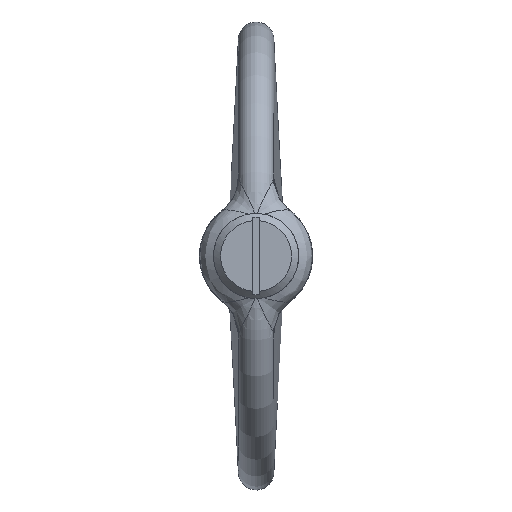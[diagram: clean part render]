
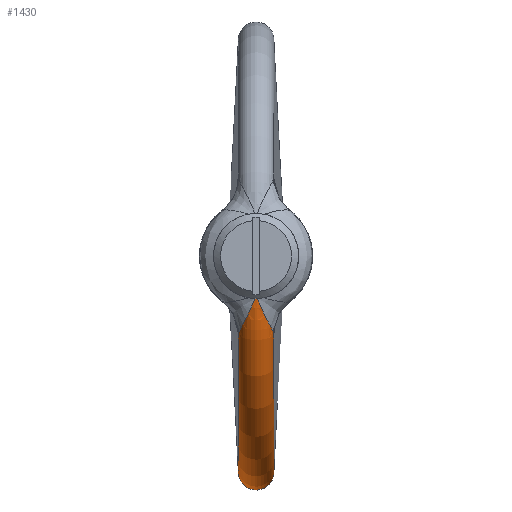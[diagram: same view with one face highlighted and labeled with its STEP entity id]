
A CAD part, front view. The second image highlights one B-rep face of the part: STEP entity #1430.
In plain terms, the highlighted toroidal (fillet/blend) face has major radius 30.5 mm and minor radius 2.5 mm.
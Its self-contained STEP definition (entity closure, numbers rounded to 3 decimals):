
#256=CARTESIAN_POINT('',(-0.177,-32.444,-5.997));
#257=VERTEX_POINT('',#256);
#267=CARTESIAN_POINT('',(0.177,-32.444,-5.997));
#268=VERTEX_POINT('',#267);
#269=CARTESIAN_POINT('',(0.177,-32.444,-5.997));
#270=CARTESIAN_POINT('',(0.164,-32.445,-5.998));
#271=CARTESIAN_POINT('',(0.152,-32.446,-5.998));
#272=CARTESIAN_POINT('',(0.034,-32.452,-6.001));
#273=CARTESIAN_POINT('',(-0.071,-32.451,-6.));
#274=CARTESIAN_POINT('',(-0.177,-32.444,-5.997));
#275=B_SPLINE_CURVE_WITH_KNOTS('',3,(#269,#270,#271,#272,#273,#274),.UNSPECIFIED.,.F.,.U.,(4,2,4),(-0.381,-0.378,-0.346),.UNSPECIFIED.);
#276=EDGE_CURVE('',#268,#257,#275,.T.);
#1267=CARTESIAN_POINT('',(0.177,32.444,-5.997));
#1268=VERTEX_POINT('',#1267);
#1278=CARTESIAN_POINT('',(-0.177,32.444,-5.997));
#1279=VERTEX_POINT('',#1278);
#1280=CARTESIAN_POINT('',(-0.177,32.444,-5.997));
#1281=CARTESIAN_POINT('',(-0.118,32.448,-5.999));
#1282=CARTESIAN_POINT('',(-0.059,32.45,-6.));
#1283=CARTESIAN_POINT('',(0.,32.45,-6.));
#1284=CARTESIAN_POINT('',(0.059,32.45,-6.));
#1285=CARTESIAN_POINT('',(0.118,32.448,-5.999));
#1286=CARTESIAN_POINT('',(0.177,32.444,-5.997));
#1287=B_SPLINE_CURVE_WITH_KNOTS('',3,(#1280,#1281,#1282,#1283,#1284,#1285,#1286),.UNSPECIFIED.,.F.,.U.,(4,3,4),(-0.018,0.0,0.018),.UNSPECIFIED.);
#1288=EDGE_CURVE('',#1279,#1268,#1287,.T.);
#1332=CARTESIAN_POINT('',(0.,0.0,0.0));
#1333=DIRECTION('',(1.0,0.,0.0));
#1334=DIRECTION('',(0.0,0.0,-1.0));
#1335=AXIS2_PLACEMENT_3D('',#1332,#1333,#1334);
#1336=TOROIDAL_SURFACE('',#1335,30.5,2.5);
#1337=ORIENTED_EDGE('',*,*,#1288,.T.);
#1338=CARTESIAN_POINT('',(2.497,28.593,-10.987));
#1339=VERTEX_POINT('',#1338);
#1340=CARTESIAN_POINT('',(2.497,28.593,-10.987));
#1341=CARTESIAN_POINT('',(2.495,28.622,-10.978));
#1342=CARTESIAN_POINT('',(2.492,28.681,-10.958));
#1343=CARTESIAN_POINT('',(2.483,28.799,-10.917));
#1344=CARTESIAN_POINT('',(2.466,28.948,-10.858));
#1345=CARTESIAN_POINT('',(2.438,29.128,-10.777));
#1346=CARTESIAN_POINT('',(2.391,29.369,-10.657));
#1347=CARTESIAN_POINT('',(2.313,29.666,-10.483));
#1348=CARTESIAN_POINT('',(2.153,30.13,-10.158));
#1349=CARTESIAN_POINT('',(1.954,30.548,-9.782));
#1350=CARTESIAN_POINT('',(1.713,30.953,-9.329));
#1351=CARTESIAN_POINT('',(1.548,31.191,-9.017));
#1352=CARTESIAN_POINT('',(1.392,31.391,-8.715));
#1353=CARTESIAN_POINT('',(1.285,31.518,-8.506));
#1354=CARTESIAN_POINT('',(1.195,31.619,-8.326));
#1355=CARTESIAN_POINT('',(1.122,31.697,-8.178));
#1356=CARTESIAN_POINT('',(0.939,31.884,-7.804));
#1357=CARTESIAN_POINT('',(0.618,32.165,-7.117));
#1358=CARTESIAN_POINT('',(0.319,32.362,-6.383));
#1359=CARTESIAN_POINT('',(0.177,32.444,-5.997));
#1360=B_SPLINE_CURVE_WITH_KNOTS('',3,(#1340,#1341,#1342,#1343,#1344,#1345,#1346,#1347,#1348,#1349,#1350,#1351,#1352,#1353,#1354,#1355,#1356,#1357,#1358,#1359),.UNSPECIFIED.,.F.,.U.,(4,1,1,1,1,1,1,1,1,1,1,1,1,1,1,1,1,4),(-1.493,-1.468,-1.443,-1.392,-1.342,-1.291,-1.191,-1.09,-0.889,-0.813,-0.687,-0.637,-0.587,-0.536,-0.511,-0.486,-0.284,-0.083),.UNSPECIFIED.);
#1361=EDGE_CURVE('',#1339,#1268,#1360,.T.);
#1362=ORIENTED_EDGE('',*,*,#1361,.F.);
#1363=CARTESIAN_POINT('',(2.497,-28.593,-10.987));
#1364=VERTEX_POINT('',#1363);
#1365=CARTESIAN_POINT('',(2.497,0.,0.0));
#1366=DIRECTION('',(1.0,0.0,0.0));
#1367=DIRECTION('',(0.0,1.0,0.0));
#1368=AXIS2_PLACEMENT_3D('',#1365,#1366,#1367);
#1369=CIRCLE('',#1368,30.631);
#1370=EDGE_CURVE('',#1364,#1339,#1369,.T.);
#1371=ORIENTED_EDGE('',*,*,#1370,.F.);
#1372=CARTESIAN_POINT('',(0.177,-32.444,-5.997));
#1373=CARTESIAN_POINT('',(0.319,-32.362,-6.383));
#1374=CARTESIAN_POINT('',(0.619,-32.165,-7.117));
#1375=CARTESIAN_POINT('',(0.995,-31.835,-7.925));
#1376=CARTESIAN_POINT('',(1.359,-31.443,-8.656));
#1377=CARTESIAN_POINT('',(1.636,-31.078,-9.185));
#1378=CARTESIAN_POINT('',(1.88,-30.676,-9.643));
#1379=CARTESIAN_POINT('',(2.159,-30.137,-10.168));
#1380=CARTESIAN_POINT('',(2.405,-29.433,-10.659));
#1381=CARTESIAN_POINT('',(2.486,-28.827,-10.914));
#1382=CARTESIAN_POINT('',(2.497,-28.593,-10.987));
#1383=B_SPLINE_CURVE_WITH_KNOTS('',3,(#1372,#1373,#1374,#1375,#1376,#1377,#1378,#1379,#1380,#1381,#1382),.UNSPECIFIED.,.F.,.U.,(4,1,1,1,1,1,1,1,4),(-1.41,-1.208,-1.007,-0.906,-0.705,-0.604,-0.504,-0.201,0.0),.UNSPECIFIED.);
#1384=EDGE_CURVE('',#268,#1364,#1383,.T.);
#1385=ORIENTED_EDGE('',*,*,#1384,.F.);
#1386=ORIENTED_EDGE('',*,*,#276,.T.);
#1387=CARTESIAN_POINT('',(-2.497,-28.593,-10.987));
#1388=VERTEX_POINT('',#1387);
#1389=CARTESIAN_POINT('',(-2.497,-28.593,-10.987));
#1390=CARTESIAN_POINT('',(-2.492,-28.71,-10.95));
#1391=CARTESIAN_POINT('',(-2.47,-28.947,-10.863));
#1392=CARTESIAN_POINT('',(-2.385,-29.43,-10.634));
#1393=CARTESIAN_POINT('',(-2.205,-30.019,-10.257));
#1394=CARTESIAN_POINT('',(-1.941,-30.575,-9.758));
#1395=CARTESIAN_POINT('',(-1.636,-31.078,-9.184));
#1396=CARTESIAN_POINT('',(-1.394,-31.397,-8.723));
#1397=CARTESIAN_POINT('',(-1.177,-31.639,-8.29));
#1398=CARTESIAN_POINT('',(-0.958,-31.868,-7.844));
#1399=CARTESIAN_POINT('',(-0.619,-32.165,-7.117));
#1400=CARTESIAN_POINT('',(-0.319,-32.362,-6.383));
#1401=CARTESIAN_POINT('',(-0.177,-32.444,-5.997));
#1402=B_SPLINE_CURVE_WITH_KNOTS('',3,(#1389,#1390,#1391,#1392,#1393,#1394,#1395,#1396,#1397,#1398,#1399,#1400,#1401),.UNSPECIFIED.,.F.,.U.,(4,1,1,1,1,1,1,1,1,1,4),(-1.493,-1.392,-1.291,-1.09,-0.889,-0.788,-0.587,-0.536,-0.486,-0.284,-0.083),.UNSPECIFIED.);
#1403=EDGE_CURVE('',#1388,#257,#1402,.T.);
#1404=ORIENTED_EDGE('',*,*,#1403,.F.);
#1405=CARTESIAN_POINT('',(-2.497,28.593,-10.987));
#1406=VERTEX_POINT('',#1405);
#1407=CARTESIAN_POINT('',(-2.497,0.,0.0));
#1408=DIRECTION('',(1.0,0.0,0.0));
#1409=DIRECTION('',(0.0,1.0,0.0));
#1410=AXIS2_PLACEMENT_3D('',#1407,#1408,#1409);
#1411=CIRCLE('',#1410,30.631);
#1412=EDGE_CURVE('',#1388,#1406,#1411,.T.);
#1413=ORIENTED_EDGE('',*,*,#1412,.T.);
#1414=CARTESIAN_POINT('',(-0.177,32.444,-5.997));
#1415=CARTESIAN_POINT('',(-0.319,32.362,-6.383));
#1416=CARTESIAN_POINT('',(-0.619,32.165,-7.117));
#1417=CARTESIAN_POINT('',(-0.995,31.835,-7.925));
#1418=CARTESIAN_POINT('',(-1.359,31.443,-8.656));
#1419=CARTESIAN_POINT('',(-1.636,31.078,-9.185));
#1420=CARTESIAN_POINT('',(-1.88,30.676,-9.643));
#1421=CARTESIAN_POINT('',(-2.159,30.137,-10.168));
#1422=CARTESIAN_POINT('',(-2.405,29.433,-10.659));
#1423=CARTESIAN_POINT('',(-2.486,28.827,-10.914));
#1424=CARTESIAN_POINT('',(-2.497,28.593,-10.987));
#1425=B_SPLINE_CURVE_WITH_KNOTS('',3,(#1414,#1415,#1416,#1417,#1418,#1419,#1420,#1421,#1422,#1423,#1424),.UNSPECIFIED.,.F.,.U.,(4,1,1,1,1,1,1,1,4),(-1.41,-1.208,-1.007,-0.906,-0.705,-0.604,-0.504,-0.201,0.0),.UNSPECIFIED.);
#1426=EDGE_CURVE('',#1279,#1406,#1425,.T.);
#1427=ORIENTED_EDGE('',*,*,#1426,.F.);
#1428=EDGE_LOOP('',(#1337,#1362,#1371,#1385,#1386,#1404,#1413,#1427));
#1429=FACE_OUTER_BOUND('',#1428,.T.);
#1430=ADVANCED_FACE('',(#1429),#1336,.T.);
